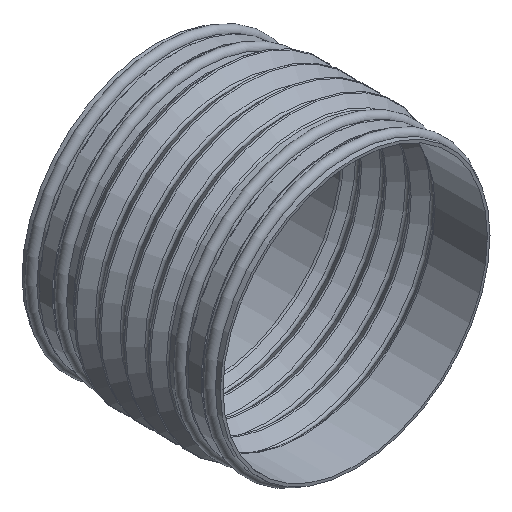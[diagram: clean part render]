
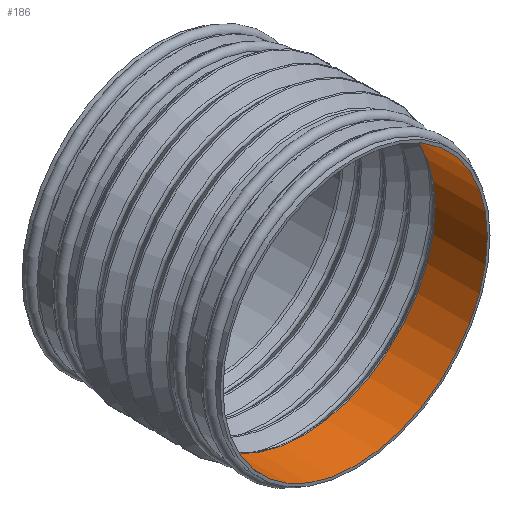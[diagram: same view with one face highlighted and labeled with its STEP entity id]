
A CAD part, isometric view. The second image highlights one B-rep face of the part: STEP entity #186.
In plain terms, the highlighted cylindrical face has radius 100 mm (diameter 200 mm), a full revolution.
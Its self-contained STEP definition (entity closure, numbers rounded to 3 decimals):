
#186 = ADVANCED_FACE( '', ( #452, #453 ), #454, .F. );
#452 = FACE_OUTER_BOUND( '', #799, .T. );
#453 = FACE_OUTER_BOUND( '', #800, .T. );
#454 = CYLINDRICAL_SURFACE( '', #801, 100. );
#799 = EDGE_LOOP( '', ( #1272 ) );
#800 = EDGE_LOOP( '', ( #1273 ) );
#801 = AXIS2_PLACEMENT_3D( '', #1274, #1275, #1276 );
#1272 = ORIENTED_EDGE( '', *, *, #1770, .T. );
#1273 = ORIENTED_EDGE( '', *, *, #1856, .F. );
#1274 = CARTESIAN_POINT( '', ( 0., 0., 0. ) );
#1275 = DIRECTION( '', ( 0., 1., 0. ) );
#1276 = DIRECTION( '', ( 0., 0., -1. ) );
#1770 = EDGE_CURVE( '', #2077, #2077, #2078, .T. );
#1856 = EDGE_CURVE( '', #2204, #2204, #2205, .T. );
#2077 = VERTEX_POINT( '', #2488 );
#2078 = CIRCLE( '', #2489, 100. );
#2204 = VERTEX_POINT( '', #2638 );
#2205 = CIRCLE( '', #2639, 100. );
#2488 = CARTESIAN_POINT( '', ( 0., 0., -100. ) );
#2489 = AXIS2_PLACEMENT_3D( '', #2930, #2931, #2932 );
#2638 = CARTESIAN_POINT( '', ( 0., 39.5, -100. ) );
#2639 = AXIS2_PLACEMENT_3D( '', #3049, #3050, #3051 );
#2930 = CARTESIAN_POINT( '', ( 0., 0., 0. ) );
#2931 = DIRECTION( '', ( 0., -1., 0. ) );
#2932 = DIRECTION( '', ( 0., 0., -1. ) );
#3049 = CARTESIAN_POINT( '', ( 0., 39.5, 0. ) );
#3050 = DIRECTION( '', ( 0., -1., 0. ) );
#3051 = DIRECTION( '', ( 0., 0., -1. ) );
